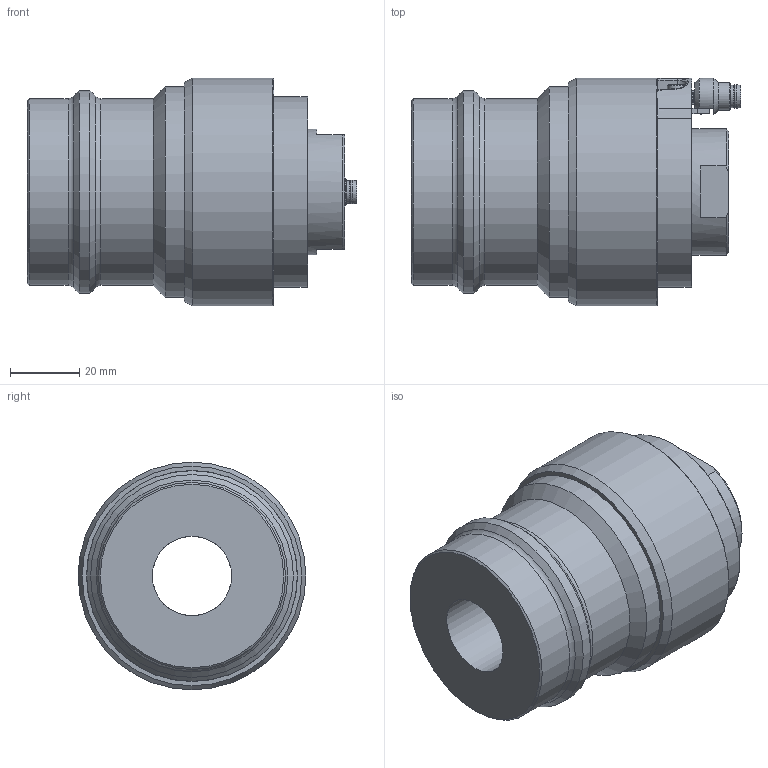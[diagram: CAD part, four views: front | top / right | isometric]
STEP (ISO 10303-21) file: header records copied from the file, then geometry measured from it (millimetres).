
FILE_DESCRIPTION(/* description */ (''),/* implementation_level */ '2;1');
FILE_NAME(/* name */ '60_70iconBG3_CADMODEL.stp',/* time_stamp */ '2020-12-02T08:19:35-06:00',/* author */ ('scott.gulden'),/* organization */ (''),/* preprocessor_version */ 'ST-DEVELOPER v17.2',/* originating_system */ 'Autodesk Inventor 2019',/* authorisation */ '');
FILE_SCHEMA (('AUTOMOTIVE_DESIGN { 1 0 10303 214 3 1 1 }'));
Length unit declared in the file: inch
Products named in the file (6): 60_70iconBG3_CADMODEL; 60GICONBG3_CAD; 60PT1F04S; FI01PT1F03 MODEL; SPMPCAF04S; B540S0375S
Assembly tree (6 placements, depth 3):
  60_70iconBG3_CADMODEL
    60GICONBG3_CAD
    60PT1F04S
      FI01PT1F03 MODEL
      SPMPCAF04S
    B540S0375S  x2
Bounding box: 95.25 x 65.91 x 65.91 mm (x, y, z)
Volume: 197043.7 mm3; surface area: 33299.3 mm2
Topology: 23 solids, 23 shells, 1341 faces, 3502 edges, 2237 vertices
Faces by surface type: plane 956, cylinder 316, cone 49, bspline 10, sphere 6, torus 4
Full cylindrical faces by diameter (mm): 0.5 x2, 0.6 x6, 0.65 x5, 0.7 x12, 0.75 x3, 0.86 x6, 1 x6, 1.45 x1, 2.35 x28, 3.175 x28, 3.302 x2, 3.556 x2, 5 x1, 5.207 x2, 5.4 x1, 5.7 x1, 5.8 x1, 6.5 x1, 6.6 x2, 6.9 x1, 7.97 x1, 10.42 x1, 23.012 x1, 36.5 x1, 54.102 x2, 58.674 x1, 60.96 x1, 61.062 x1, 65.913 x1
Entity records: 44130 total; most frequent: CARTESIAN_POINT 10619, ORIENTED_EDGE 6698, DIRECTION 6575, EDGE_CURVE 3349, LINE 2467, VECTOR 2467, VERTEX_POINT 2146, AXIS2_PLACEMENT_3D 2054
